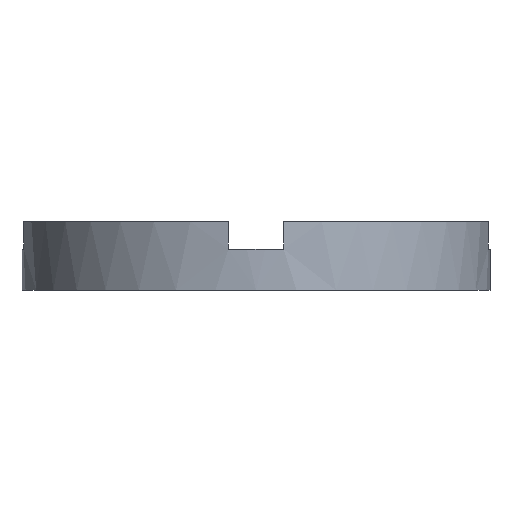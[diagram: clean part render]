
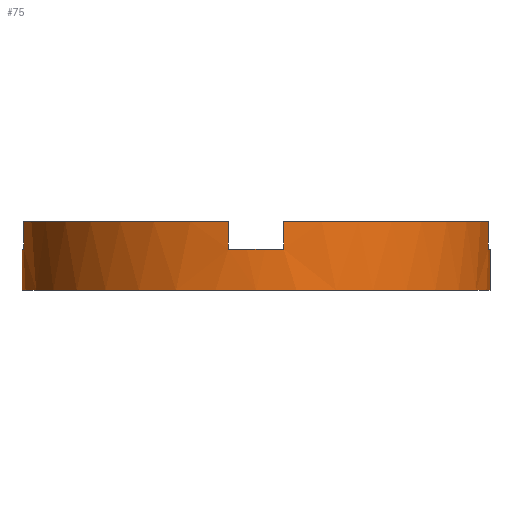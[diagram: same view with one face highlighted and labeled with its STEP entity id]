
A CAD part, front view. The second image highlights one B-rep face of the part: STEP entity #75.
In plain terms, the highlighted cylindrical face has radius 8.5 mm (diameter 17 mm), a partial arc.
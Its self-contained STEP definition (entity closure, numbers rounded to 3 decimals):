
#10 = EDGE_CURVE ( 'NONE', #655, #280, #237, .T. ) ;
#12 = VERTEX_POINT ( 'NONE', #379 ) ;
#15 = DIRECTION ( 'NONE',  ( -1., 0., 0. ) ) ;
#23 = DIRECTION ( 'NONE',  ( 0., 0., -1. ) ) ;
#49 = VERTEX_POINT ( 'NONE', #581 ) ;
#51 = ORIENTED_EDGE ( 'NONE', *, *, #371, .F. ) ;
#53 = ORIENTED_EDGE ( 'NONE', *, *, #289, .T. ) ;
#71 = CARTESIAN_POINT ( 'NONE',  ( 0., 0., 2.5 ) ) ;
#72 = CARTESIAN_POINT ( 'NONE',  ( 1., -8.441, 1.5 ) ) ;
#74 = CARTESIAN_POINT ( 'NONE',  ( -8.441, -1., 1.5 ) ) ;
#75 = ADVANCED_FACE ( 'NONE', ( #510 ), #220, .T. ) ;
#81 = EDGE_CURVE ( 'NONE', #49, #555, #484, .T. ) ;
#83 = CARTESIAN_POINT ( 'NONE',  ( -1., -8.441, 2.5 ) ) ;
#84 = CARTESIAN_POINT ( 'NONE',  ( 8.441, -1., 1.5 ) ) ;
#91 = EDGE_CURVE ( 'NONE', #242, #302, #223, .T. ) ;
#93 = DIRECTION ( 'NONE',  ( 0., 0., 1. ) ) ;
#103 = EDGE_CURVE ( 'NONE', #243, #135, #746, .T. ) ;
#108 = DIRECTION ( 'NONE',  ( 0., 0., 1. ) ) ;
#118 = CARTESIAN_POINT ( 'NONE',  ( -8.5, 0., 2.5 ) ) ;
#134 = VERTEX_POINT ( 'NONE', #512 ) ;
#135 = VERTEX_POINT ( 'NONE', #277 ) ;
#139 = ORIENTED_EDGE ( 'NONE', *, *, #91, .F. ) ;
#165 = ORIENTED_EDGE ( 'NONE', *, *, #103, .F. ) ;
#185 = CARTESIAN_POINT ( 'NONE',  ( 8.441, -1., 1.5 ) ) ;
#189 = CARTESIAN_POINT ( 'NONE',  ( 0., 0., 1.5 ) ) ;
#191 = EDGE_CURVE ( 'NONE', #243, #302, #267, .T. ) ;
#195 = CARTESIAN_POINT ( 'NONE',  ( 0., 0., 2.5 ) ) ;
#202 = AXIS2_PLACEMENT_3D ( 'NONE', #189, #406, #605 ) ;
#203 = LINE ( 'NONE', #517, #465 ) ;
#220 = CYLINDRICAL_SURFACE ( 'NONE', #609, 8.5 ) ;
#223 = CIRCLE ( 'NONE', #590, 8.5 ) ;
#237 = CIRCLE ( 'NONE', #528, 8.5 ) ;
#242 = VERTEX_POINT ( 'NONE', #500 ) ;
#243 = VERTEX_POINT ( 'NONE', #568 ) ;
#245 = EDGE_CURVE ( 'NONE', #135, #49, #770, .T. ) ;
#255 = VECTOR ( 'NONE', #418, 1000. ) ;
#256 = EDGE_CURVE ( 'NONE', #12, #134, #523, .T. ) ;
#261 = DIRECTION ( 'NONE',  ( 0., 0., 1. ) ) ;
#265 = LINE ( 'NONE', #185, #255 ) ;
#267 = LINE ( 'NONE', #611, #768 ) ;
#268 = EDGE_CURVE ( 'NONE', #396, #555, #265, .T. ) ;
#272 = CARTESIAN_POINT ( 'NONE',  ( 0., 0., 0. ) ) ;
#277 = CARTESIAN_POINT ( 'NONE',  ( 1., -8.441, 1.5 ) ) ;
#278 = AXIS2_PLACEMENT_3D ( 'NONE', #272, #416, #614 ) ;
#280 = VERTEX_POINT ( 'NONE', #74 ) ;
#286 = ORIENTED_EDGE ( 'NONE', *, *, #381, .F. ) ;
#289 = EDGE_CURVE ( 'NONE', #655, #12, #520, .T. ) ;
#302 = VERTEX_POINT ( 'NONE', #83 ) ;
#310 = AXIS2_PLACEMENT_3D ( 'NONE', #195, #108, #369 ) ;
#316 = ORIENTED_EDGE ( 'NONE', *, *, #256, .T. ) ;
#317 = ORIENTED_EDGE ( 'NONE', *, *, #191, .T. ) ;
#320 = ORIENTED_EDGE ( 'NONE', *, *, #81, .F. ) ;
#325 = EDGE_CURVE ( 'NONE', #501, #134, #203, .T. ) ;
#343 = CARTESIAN_POINT ( 'NONE',  ( 0., 0., 1.5 ) ) ;
#348 = CARTESIAN_POINT ( 'NONE',  ( -8.5, 0., 1.5 ) ) ;
#360 = DIRECTION ( 'NONE',  ( 0., 0., 1. ) ) ;
#369 = DIRECTION ( 'NONE',  ( 1., 0., 0. ) ) ;
#370 = DIRECTION ( 'NONE',  ( 0., 0., -1. ) ) ;
#371 = EDGE_CURVE ( 'NONE', #396, #501, #706, .T. ) ;
#373 = AXIS2_PLACEMENT_3D ( 'NONE', #380, #93, #680 ) ;
#375 = DIRECTION ( 'NONE',  ( 0., 0., 1. ) ) ;
#379 = CARTESIAN_POINT ( 'NONE',  ( -8.5, 0., 0. ) ) ;
#380 = CARTESIAN_POINT ( 'NONE',  ( 0., 0., 1.5 ) ) ;
#381 = EDGE_CURVE ( 'NONE', #280, #242, #443, .T. ) ;
#396 = VERTEX_POINT ( 'NONE', #84 ) ;
#406 = DIRECTION ( 'NONE',  ( 0., 0., 1. ) ) ;
#416 = DIRECTION ( 'NONE',  ( 0., 0., 1. ) ) ;
#418 = DIRECTION ( 'NONE',  ( 0., 0., 1. ) ) ;
#436 = ORIENTED_EDGE ( 'NONE', *, *, #245, .F. ) ;
#443 = LINE ( 'NONE', #633, #468 ) ;
#465 = VECTOR ( 'NONE', #370, 1000. ) ;
#468 = VECTOR ( 'NONE', #621, 1000. ) ;
#484 = CIRCLE ( 'NONE', #310, 8.5 ) ;
#500 = CARTESIAN_POINT ( 'NONE',  ( -8.441, -1., 2.5 ) ) ;
#501 = VERTEX_POINT ( 'NONE', #538 ) ;
#510 = FACE_OUTER_BOUND ( 'NONE', #666, .T. ) ;
#512 = CARTESIAN_POINT ( 'NONE',  ( 8.5, 0., 0. ) ) ;
#517 = CARTESIAN_POINT ( 'NONE',  ( 8.5, 0., 2.5 ) ) ;
#520 = LINE ( 'NONE', #118, #779 ) ;
#523 = CIRCLE ( 'NONE', #278, 8.5 ) ;
#528 = AXIS2_PLACEMENT_3D ( 'NONE', #343, #375, #626 ) ;
#538 = CARTESIAN_POINT ( 'NONE',  ( 8.5, 0., 1.5 ) ) ;
#555 = VERTEX_POINT ( 'NONE', #640 ) ;
#564 = ORIENTED_EDGE ( 'NONE', *, *, #268, .T. ) ;
#568 = CARTESIAN_POINT ( 'NONE',  ( -1., -8.441, 1.5 ) ) ;
#574 = ORIENTED_EDGE ( 'NONE', *, *, #10, .F. ) ;
#581 = CARTESIAN_POINT ( 'NONE',  ( 1., -8.441, 2.5 ) ) ;
#586 = CARTESIAN_POINT ( 'NONE',  ( 0., 0., 2.5 ) ) ;
#590 = AXIS2_PLACEMENT_3D ( 'NONE', #71, #261, #601 ) ;
#601 = DIRECTION ( 'NONE',  ( 1., 0., 0. ) ) ;
#605 = DIRECTION ( 'NONE',  ( 1., 0., 0. ) ) ;
#609 = AXIS2_PLACEMENT_3D ( 'NONE', #586, #23, #15 ) ;
#611 = CARTESIAN_POINT ( 'NONE',  ( -1., -8.441, 1.5 ) ) ;
#614 = DIRECTION ( 'NONE',  ( 1., 0., 0. ) ) ;
#621 = DIRECTION ( 'NONE',  ( 0., 0., 1. ) ) ;
#626 = DIRECTION ( 'NONE',  ( 1., 0., 0. ) ) ;
#633 = CARTESIAN_POINT ( 'NONE',  ( -8.441, -1., 1.5 ) ) ;
#640 = CARTESIAN_POINT ( 'NONE',  ( 8.441, -1., 2.5 ) ) ;
#649 = DIRECTION ( 'NONE',  ( 0., 0., 1. ) ) ;
#655 = VERTEX_POINT ( 'NONE', #348 ) ;
#666 = EDGE_LOOP ( 'NONE', ( #689, #51, #564, #320, #436, #165, #317, #139, #286, #574, #53, #316 ) ) ;
#680 = DIRECTION ( 'NONE',  ( 1., 0., 0. ) ) ;
#689 = ORIENTED_EDGE ( 'NONE', *, *, #325, .F. ) ;
#706 = CIRCLE ( 'NONE', #373, 8.5 ) ;
#746 = CIRCLE ( 'NONE', #202, 8.5 ) ;
#751 = DIRECTION ( 'NONE',  ( 0., 0., -1. ) ) ;
#768 = VECTOR ( 'NONE', #649, 1000. ) ;
#770 = LINE ( 'NONE', #72, #773 ) ;
#773 = VECTOR ( 'NONE', #360, 1000. ) ;
#779 = VECTOR ( 'NONE', #751, 1000. ) ;
